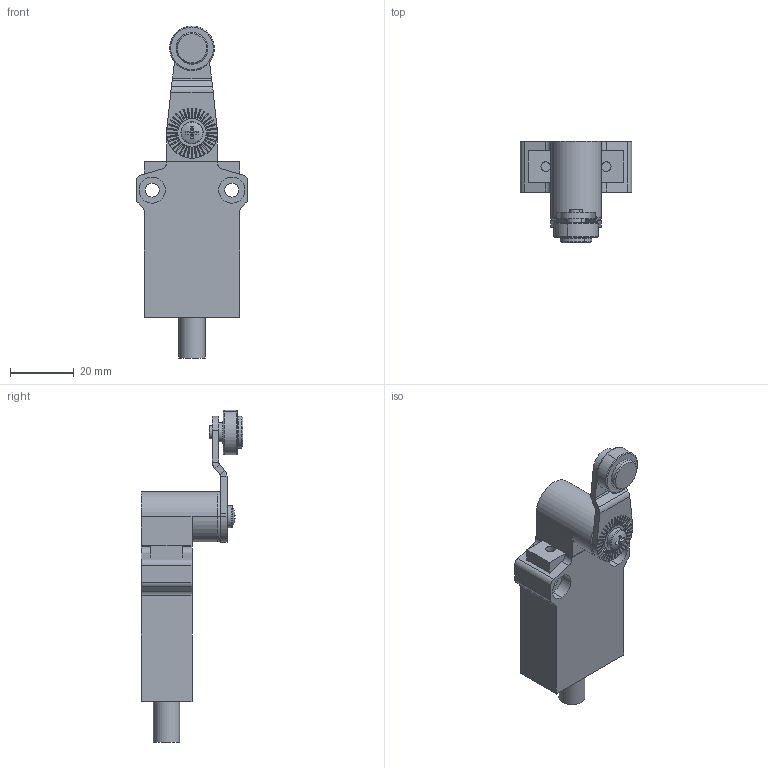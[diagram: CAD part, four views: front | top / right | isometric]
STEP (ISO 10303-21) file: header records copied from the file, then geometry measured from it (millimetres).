
FILE_DESCRIPTION (( 'STEP AP203' ), '1' );
FILE_NAME ('AEM2G41X11-3_Default.step', '2022-04-01T15:32:08', ( 'Windows User' ), ( '' ), 'SwSTEP 2.0', 'SolidWorks 2021', '' );
FILE_SCHEMA (( 'CONFIG_CONTROL_DESIGN' ));
Length unit declared in the file: inch
Products named in the file (1): AEM2G41X11-3_Default
Bounding box: 35 x 32 x 104.2 mm (x, y, z)
Volume: 30511.6 mm3; surface area: 11229.6 mm2
Topology: 6 solids, 6 shells, 527 faces, 1250 edges, 823 vertices
Faces by surface type: plane 294, cone 152, cylinder 68, torus 8, bspline 4, sphere 1
Full cylindrical faces by diameter (mm): 4 x1, 7 x1, 8.2 x1
Entity records: 15783 total; most frequent: CARTESIAN_POINT 3683, ORIENTED_EDGE 2484, DIRECTION 2438, EDGE_CURVE 1242, AXIS2_PLACEMENT_3D 973, VERTEX_POINT 822, EDGE_LOOP 630, FACE_OUTER_BOUND 532
